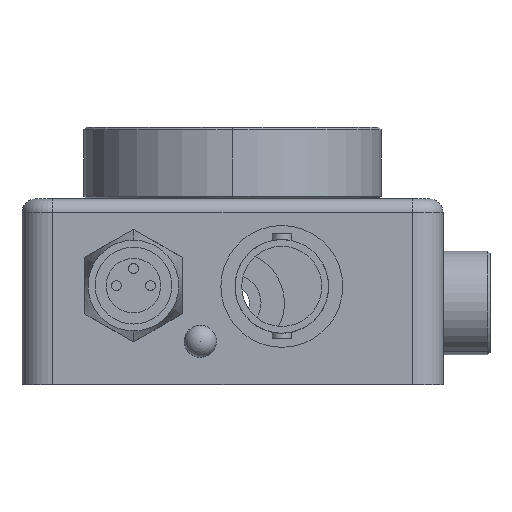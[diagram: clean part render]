
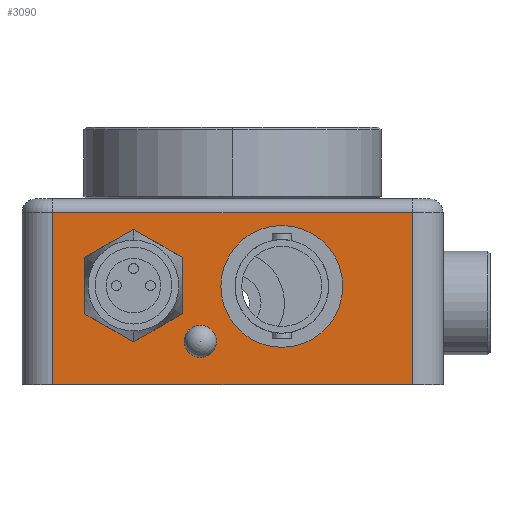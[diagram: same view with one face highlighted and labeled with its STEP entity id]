
A CAD part, front view. The second image highlights one B-rep face of the part: STEP entity #3090.
In plain terms, the highlighted planar face has unit normal (0, -1, 0).
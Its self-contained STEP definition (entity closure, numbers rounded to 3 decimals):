
#158 = DIRECTION ( 'NONE',  ( 0., 0., -1. ) ) ;
#185 = EDGE_LOOP ( 'NONE', ( #2860, #9608 ) ) ;
#228 = DIRECTION ( 'NONE',  ( 0., -1., 0. ) ) ;
#271 = CARTESIAN_POINT ( 'NONE',  ( 11.192, -9.277, 14.492 ) ) ;
#386 = LINE ( 'NONE', #11266, #6236 ) ;
#582 = VERTEX_POINT ( 'NONE', #7950 ) ;
#655 = CARTESIAN_POINT ( 'NONE',  ( 11.192, -9.277, 14.492 ) ) ;
#687 = DIRECTION ( 'NONE',  ( 0., 0., -1. ) ) ;
#695 = DIRECTION ( 'NONE',  ( 0., -1., 0. ) ) ;
#1037 = ORIENTED_EDGE ( 'NONE', *, *, #4082, .T. ) ;
#1180 = VERTEX_POINT ( 'NONE', #3681 ) ;
#1376 = DIRECTION ( 'NONE',  ( 1., 0., 0. ) ) ;
#1416 = CARTESIAN_POINT ( 'NONE',  ( 32.909, -9.277, 29.097 ) ) ;
#1433 = CARTESIAN_POINT ( 'NONE',  ( -7.096, -9.277, 10.047 ) ) ;
#1434 = DIRECTION ( 'NONE',  ( 0., 0., 1. ) ) ;
#1466 = EDGE_CURVE ( 'NONE', #9618, #12863, #9646, .T. ) ;
#1763 = EDGE_LOOP ( 'NONE', ( #1950, #8272 ) ) ;
#1950 = ORIENTED_EDGE ( 'NONE', *, *, #7849, .T. ) ;
#2167 = EDGE_LOOP ( 'NONE', ( #9142, #1037, #7399, #8684 ) ) ;
#2829 = CARTESIAN_POINT ( 'NONE',  ( 22.743, -9.277, 24.779 ) ) ;
#2841 = CARTESIAN_POINT ( 'NONE',  ( -3.921, -9.277, 27.7 ) ) ;
#2860 = ORIENTED_EDGE ( 'NONE', *, *, #4442, .F. ) ;
#3073 = ORIENTED_EDGE ( 'NONE', *, *, #3817, .F. ) ;
#3090 = ADVANCED_FACE ( 'NONE', ( #5921, #10288, #5358, #5502 ), #7449, .F. ) ;
#3273 = CARTESIAN_POINT ( 'NONE',  ( 32.909, -9.277, 27.7 ) ) ;
#3681 = CARTESIAN_POINT ( 'NONE',  ( -3.921, -9.277, 10.047 ) ) ;
#3774 = VERTEX_POINT ( 'NONE', #2841 ) ;
#3792 = EDGE_CURVE ( 'NONE', #1180, #9618, #4799, .T. ) ;
#3817 = EDGE_CURVE ( 'NONE', #13983, #9445, #11203, .T. ) ;
#3847 = EDGE_CURVE ( 'NONE', #9445, #13983, #5499, .T. ) ;
#3865 = EDGE_CURVE ( 'NONE', #4089, #6903, #13910, .T. ) ;
#3888 = EDGE_CURVE ( 'NONE', #3774, #1180, #8535, .T. ) ;
#4082 = EDGE_CURVE ( 'NONE', #12863, #3774, #386, .T. ) ;
#4089 = VERTEX_POINT ( 'NONE', #10940 ) ;
#4442 = EDGE_CURVE ( 'NONE', #6903, #4089, #8019, .T. ) ;
#4567 = EDGE_CURVE ( 'NONE', #582, #9938, #5104, .T. ) ;
#4799 = LINE ( 'NONE', #1433, #12472 ) ;
#5104 = CIRCLE ( 'NONE', #7485, 5.016 ) ;
#5358 = FACE_BOUND ( 'NONE', #185, .T. ) ;
#5397 = DIRECTION ( 'NONE',  ( 0., 0., 1. ) ) ;
#5430 = DIRECTION ( 'NONE',  ( 0., 1., 0. ) ) ;
#5442 = CARTESIAN_POINT ( 'NONE',  ( 4.334, -9.277, 20.207 ) ) ;
#5499 = CIRCLE ( 'NONE', #9477, 1.651 ) ;
#5502 = FACE_OUTER_BOUND ( 'NONE', #2167, .T. ) ;
#5921 = FACE_BOUND ( 'NONE', #13386, .T. ) ;
#5995 = CARTESIAN_POINT ( 'NONE',  ( 11.192, -9.277, 16.143 ) ) ;
#6236 = VECTOR ( 'NONE', #11596, 1000. ) ;
#6903 = VERTEX_POINT ( 'NONE', #2829 ) ;
#6915 = DIRECTION ( 'NONE',  ( -1., 0., 0. ) ) ;
#6935 = CARTESIAN_POINT ( 'NONE',  ( 16.406, -9.277, 24.779 ) ) ;
#6982 = CARTESIAN_POINT ( 'NONE',  ( 11.192, -9.277, 12.841 ) ) ;
#7153 = DIRECTION ( 'NONE',  ( 0., 0., 1. ) ) ;
#7190 = DIRECTION ( 'NONE',  ( 0., 1., 0. ) ) ;
#7204 = CARTESIAN_POINT ( 'NONE',  ( -7.096, -9.277, 29.097 ) ) ;
#7399 = ORIENTED_EDGE ( 'NONE', *, *, #3888, .T. ) ;
#7449 = PLANE ( 'NONE',  #11737 ) ;
#7485 = AXIS2_PLACEMENT_3D ( 'NONE', #5442, #5430, #5397 ) ;
#7849 = EDGE_CURVE ( 'NONE', #9938, #582, #10356, .T. ) ;
#7950 = CARTESIAN_POINT ( 'NONE',  ( 4.334, -9.277, 15.191 ) ) ;
#8019 = LINE ( 'NONE', #6935, #13071 ) ;
#8272 = ORIENTED_EDGE ( 'NONE', *, *, #4567, .T. ) ;
#8535 = LINE ( 'NONE', #13547, #13595 ) ;
#8684 = ORIENTED_EDGE ( 'NONE', *, *, #3792, .T. ) ;
#9022 = DIRECTION ( 'NONE',  ( 0., 0., 1. ) ) ;
#9060 = DIRECTION ( 'NONE',  ( 0., 1., 0. ) ) ;
#9103 = CARTESIAN_POINT ( 'NONE',  ( 4.334, -9.277, 20.207 ) ) ;
#9142 = ORIENTED_EDGE ( 'NONE', *, *, #1466, .T. ) ;
#9291 = AXIS2_PLACEMENT_3D ( 'NONE', #13618, #13589, #13578 ) ;
#9445 = VERTEX_POINT ( 'NONE', #5995 ) ;
#9477 = AXIS2_PLACEMENT_3D ( 'NONE', #271, #228, #158 ) ;
#9601 = AXIS2_PLACEMENT_3D ( 'NONE', #655, #695, #687 ) ;
#9608 = ORIENTED_EDGE ( 'NONE', *, *, #3865, .F. ) ;
#9618 = VERTEX_POINT ( 'NONE', #12371 ) ;
#9646 = LINE ( 'NONE', #1416, #10156 ) ;
#9938 = VERTEX_POINT ( 'NONE', #10955 ) ;
#10012 = ORIENTED_EDGE ( 'NONE', *, *, #3847, .F. ) ;
#10156 = VECTOR ( 'NONE', #1434, 1000. ) ;
#10288 = FACE_BOUND ( 'NONE', #1763, .T. ) ;
#10356 = CIRCLE ( 'NONE', #13976, 5.016 ) ;
#10940 = CARTESIAN_POINT ( 'NONE',  ( 16.406, -9.277, 24.779 ) ) ;
#10955 = CARTESIAN_POINT ( 'NONE',  ( 4.334, -9.277, 25.223 ) ) ;
#11203 = CIRCLE ( 'NONE', #9601, 1.651 ) ;
#11266 = CARTESIAN_POINT ( 'NONE',  ( -7.096, -9.277, 27.7 ) ) ;
#11596 = DIRECTION ( 'NONE',  ( -1., 0., 0. ) ) ;
#11737 = AXIS2_PLACEMENT_3D ( 'NONE', #7204, #7190, #7153 ) ;
#12371 = CARTESIAN_POINT ( 'NONE',  ( 32.909, -9.277, 10.047 ) ) ;
#12472 = VECTOR ( 'NONE', #1376, 1000. ) ;
#12863 = VERTEX_POINT ( 'NONE', #3273 ) ;
#13071 = VECTOR ( 'NONE', #6915, 1000. ) ;
#13386 = EDGE_LOOP ( 'NONE', ( #3073, #10012 ) ) ;
#13547 = CARTESIAN_POINT ( 'NONE',  ( -3.921, -9.277, 29.097 ) ) ;
#13578 = DIRECTION ( 'NONE',  ( 0., 0., -1. ) ) ;
#13589 = DIRECTION ( 'NONE',  ( 0., -1., 0. ) ) ;
#13595 = VECTOR ( 'NONE', #13628, 1000. ) ;
#13618 = CARTESIAN_POINT ( 'NONE',  ( 19.574, -9.277, 20.207 ) ) ;
#13628 = DIRECTION ( 'NONE',  ( 0., 0., -1. ) ) ;
#13910 = CIRCLE ( 'NONE', #9291, 5.563 ) ;
#13976 = AXIS2_PLACEMENT_3D ( 'NONE', #9103, #9060, #9022 ) ;
#13983 = VERTEX_POINT ( 'NONE', #6982 ) ;
